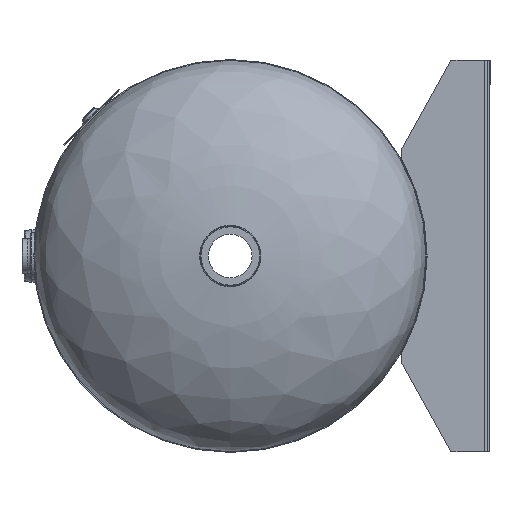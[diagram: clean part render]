
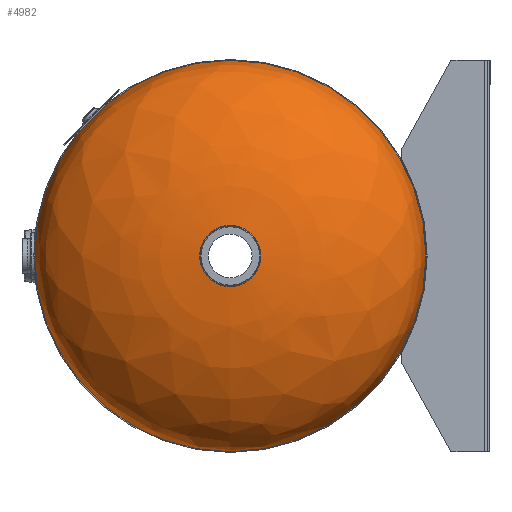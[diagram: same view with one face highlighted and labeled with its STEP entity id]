
A CAD part, left-side view. The second image highlights one B-rep face of the part: STEP entity #4982.
In plain terms, the highlighted free-form (B-spline) face has degree [2, 2] with [3, 9] control points.
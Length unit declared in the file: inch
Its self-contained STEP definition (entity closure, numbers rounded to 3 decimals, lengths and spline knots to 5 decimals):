
#113=ELLIPSE('',#5421,10.,5.062);
#117=(
BOUNDED_SURFACE()
B_SPLINE_SURFACE(2,2,((#7845,#7846,#7847,#7848,#7849,#7850,#7851,#7852,
#7853),(#7854,#7855,#7856,#7857,#7858,#7859,#7860,#7861,#7862),(#7863,#7864,
#7865,#7866,#7867,#7868,#7869,#7870,#7871)),.UNSPECIFIED.,.F.,.T.,.F.)
B_SPLINE_SURFACE_WITH_KNOTS((3,3),(3,2,2,2,3),(0.,1.5708),(0.,
1.5708,3.14159,4.71239,6.28319),
 .UNSPECIFIED.)
GEOMETRIC_REPRESENTATION_ITEM()
RATIONAL_B_SPLINE_SURFACE(((1.,0.707,1.,0.707,1.,
0.707,1.,0.707,1.),(0.707,0.5,0.707,
0.5,0.707,0.5,0.707,0.5,0.707),(1.,
0.707,1.,0.707,1.,0.707,1.,0.707,
1.)))
REPRESENTATION_ITEM('')
SURFACE()
);
#228=CIRCLE('',#5397,1.34375);
#239=CIRCLE('',#5416,10.);
#1616=FACE_OUTER_BOUND('',#1960,.T.);
#1960=EDGE_LOOP('',(#3652,#3653,#3654,#3655));
#2433=VERTEX_POINT('',#7807);
#2444=VERTEX_POINT('',#7837);
#2918=EDGE_CURVE('',#2433,#2433,#228,.T.);
#2929=EDGE_CURVE('',#2444,#2444,#239,.T.);
#2932=EDGE_CURVE('',#2433,#2444,#113,.T.);
#3652=ORIENTED_EDGE('',*,*,#2918,.T.);
#3653=ORIENTED_EDGE('',*,*,#2932,.T.);
#3654=ORIENTED_EDGE('',*,*,#2929,.F.);
#3655=ORIENTED_EDGE('',*,*,#2932,.F.);
#4982=ADVANCED_FACE('',(#1616),#117,.T.);
#5397=AXIS2_PLACEMENT_3D('',#7808,#5872,#5873);
#5416=AXIS2_PLACEMENT_3D('',#7838,#5910,#5911);
#5421=AXIS2_PLACEMENT_3D('',#7872,#5920,#5921);
#5872=DIRECTION('center_axis',(0.,-1.,0.));
#5873=DIRECTION('ref_axis',(0.809,0.,-0.588));
#5910=DIRECTION('center_axis',(0.,-1.,0.));
#5911=DIRECTION('ref_axis',(1.,0.,0.));
#5920=DIRECTION('center_axis',(0.,0.,
-1.));
#5921=DIRECTION('ref_axis',(1.,0.,0.));
#7807=CARTESIAN_POINT('',(1.34375,5.01609,0.));
#7808=CARTESIAN_POINT('Origin',(0.,5.01609,0.));
#7837=CARTESIAN_POINT('',(10.,0.,0.));
#7838=CARTESIAN_POINT('Origin',(0.,0.,0.));
#7845=CARTESIAN_POINT('Ctrl Pts',(10.,0.,0.));
#7846=CARTESIAN_POINT('Ctrl Pts',(10.,0.,10.));
#7847=CARTESIAN_POINT('Ctrl Pts',(0.,0.,
10.));
#7848=CARTESIAN_POINT('Ctrl Pts',(-10.,0.,
10.));
#7849=CARTESIAN_POINT('Ctrl Pts',(-10.,0.,0.));
#7850=CARTESIAN_POINT('Ctrl Pts',(-10.,0.,-10.));
#7851=CARTESIAN_POINT('Ctrl Pts',(0.,0.,
-10.));
#7852=CARTESIAN_POINT('Ctrl Pts',(10.,0.,
-10.));
#7853=CARTESIAN_POINT('Ctrl Pts',(10.,0.,0.));
#7854=CARTESIAN_POINT('Ctrl Pts',(10.,5.062,0.));
#7855=CARTESIAN_POINT('Ctrl Pts',(10.,5.062,10.));
#7856=CARTESIAN_POINT('Ctrl Pts',(0.,5.062,10.));
#7857=CARTESIAN_POINT('Ctrl Pts',(-10.,5.062,10.));
#7858=CARTESIAN_POINT('Ctrl Pts',(-10.,5.062,0.));
#7859=CARTESIAN_POINT('Ctrl Pts',(-10.,5.062,-10.));
#7860=CARTESIAN_POINT('Ctrl Pts',(0.,5.062,-10.));
#7861=CARTESIAN_POINT('Ctrl Pts',(10.,5.062,-10.));
#7862=CARTESIAN_POINT('Ctrl Pts',(10.,5.062,0.));
#7863=CARTESIAN_POINT('Ctrl Pts',(0.,5.062,0.));
#7864=CARTESIAN_POINT('Ctrl Pts',(0.,5.062,0.));
#7865=CARTESIAN_POINT('Ctrl Pts',(0.,5.062,0.));
#7866=CARTESIAN_POINT('Ctrl Pts',(0.,5.062,0.));
#7867=CARTESIAN_POINT('Ctrl Pts',(0.,5.062,0.));
#7868=CARTESIAN_POINT('Ctrl Pts',(0.,5.062,0.));
#7869=CARTESIAN_POINT('Ctrl Pts',(0.,5.062,0.));
#7870=CARTESIAN_POINT('Ctrl Pts',(0.,5.062,0.));
#7871=CARTESIAN_POINT('Ctrl Pts',(0.,5.062,0.));
#7872=CARTESIAN_POINT('Origin',(0.,0.,0.));
